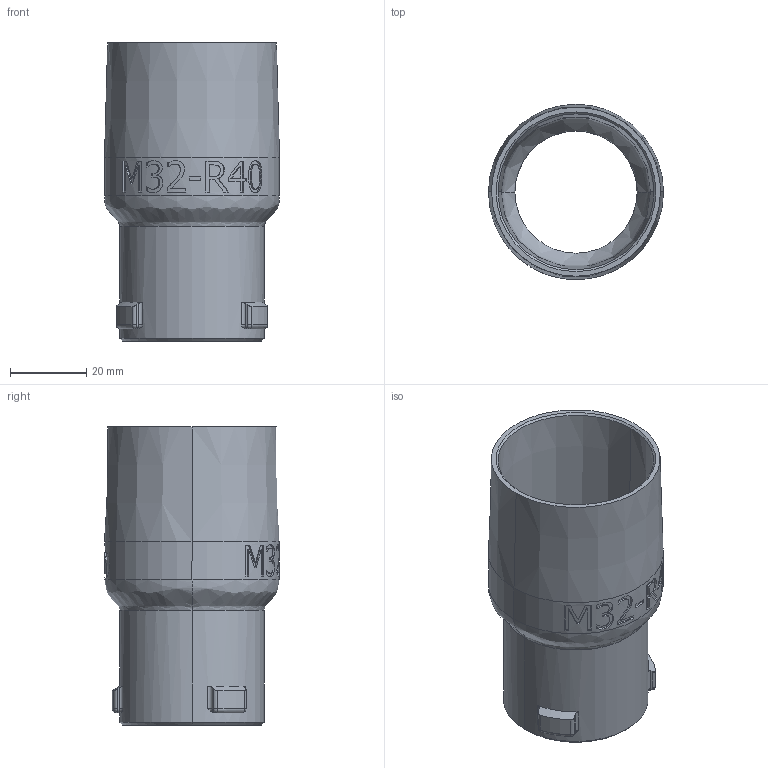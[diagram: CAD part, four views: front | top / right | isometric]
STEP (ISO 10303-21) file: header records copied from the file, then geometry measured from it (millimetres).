
FILE_DESCRIPTION(('CATIA V6 STEP','CAx-IF Rec.Pracs.--- Model Styling and Organization---1.5--- 2016-08-15','CAx-IF Rec.Pracs.---Supplemental Geometry---1.0---2011-11-01','CAx-IF Rec.Pracs.--- Composite Materials ---1.1---2010-07-15'),'2;1');
FILE_NAME('M32_Rx A.1.stp','2020-08-25T18:42:59+00:00',('none'),('none'),'3DEXPERIENCE Platform3DEXPERIENCE R2021x HotFix 1.5','3DEXPERIENCE Platform STEP AP214 v2','none');
FILE_SCHEMA(('AUTOMOTIVE_DESIGN { 1 0 10303 214 1 1 1 1 }'));
Length unit declared in the file: millimetre
Products named in the file (1): M32_Rx
Bounding box: 45.8 x 45.8 x 78 mm (x, y, z)
Volume: 27065.6 mm3; surface area: 20243.8 mm2
Topology: 1 solids, 1 shells, 246 faces, 712 edges, 484 vertices
Faces by surface type: bspline 117, plane 60, cylinder 40, cone 10, torus 9, sphere 6, revolution 4
Entity records: 8717 total; most frequent: CARTESIAN_POINT 3635, ORIENTED_EDGE 1424, EDGE_CURVE 712, VERTEX_POINT 484, B_SPLINE_CURVE_WITH_KNOTS 480, DIRECTION 412, EDGE_LOOP 264, ADVANCED_FACE 246
